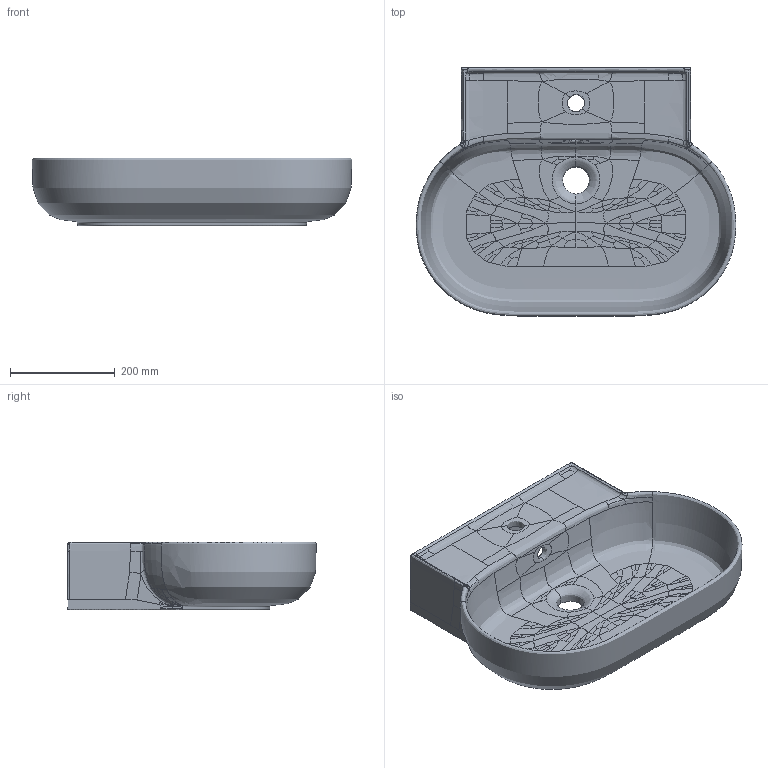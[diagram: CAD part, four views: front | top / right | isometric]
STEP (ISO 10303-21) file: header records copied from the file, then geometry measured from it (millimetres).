
FILE_DESCRIPTION(/* description */ (''),/* implementation_level */ '2;1');
FILE_NAME(/* name */ '4260',/* time_stamp */ '2025-07-12T16:59:10+03:00',/* author */ (''),/* organization */ (''),/* preprocessor_version */ 'ST-DEVELOPER v16.5',/* originating_system */ '',/* authorisation */ '');
FILE_SCHEMA (('AUTOMOTIVE_DESIGN_CC2'));
Length unit declared in the file: millimetre
Products named in the file (1): Document
Bounding box: 609.71 x 474.17 x 129.63 mm (x, y, z)
Surface area: 657817.4 mm2 (no closed solid volume)
Topology: 0 solids, 1 shells, 306 faces, 764 edges, 456 vertices
Faces by surface type: bspline 306
Entity records: 42580 total; most frequent: CARTESIAN_POINT 37829, ORIENTED_EDGE 1518, EDGE_CURVE 764, B_SPLINE_CURVE_WITH_KNOTS 764, VERTEX_POINT 456, ADVANCED_FACE 306, FACE_OUTER_BOUND 306, EDGE_LOOP 306
